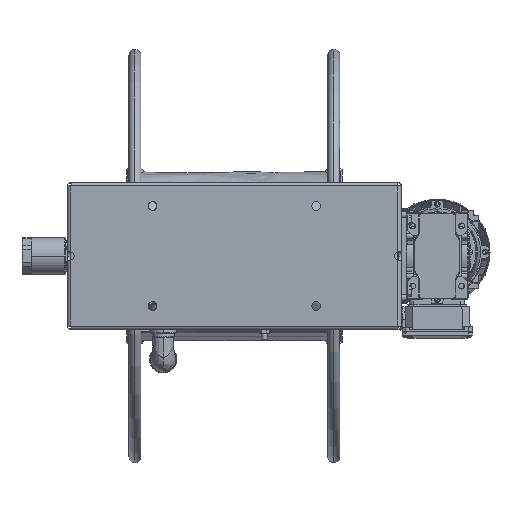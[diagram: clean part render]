
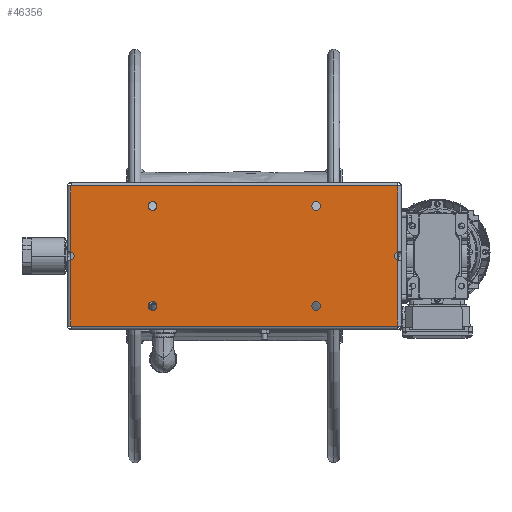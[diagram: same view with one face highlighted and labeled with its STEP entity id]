
A CAD part, front view. The second image highlights one B-rep face of the part: STEP entity #46356.
In plain terms, the highlighted planar face has unit normal (0, -1, 0).
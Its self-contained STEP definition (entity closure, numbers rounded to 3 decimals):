
#43713=DIRECTION('',(0.,0.,-1.));
#43714=VECTOR('',#43713,98.725);
#43715=CARTESIAN_POINT('',(-245.,-364.2,105.));
#43716=LINE('',#43715,#43714);
#43734=DIRECTION('',(0.,0.,-1.));
#43735=VECTOR('',#43734,98.725);
#43736=CARTESIAN_POINT('',(-245.,-364.2,-6.275));
#43737=LINE('',#43736,#43735);
#43760=CARTESIAN_POINT('',(-246.696,-364.2,0.));
#43761=DIRECTION('',(0.,1.,0.));
#43762=DIRECTION('',(0.261,0.,0.965));
#43763=AXIS2_PLACEMENT_3D('',#43760,#43761,#43762);
#43765=DIRECTION('',(1.,0.,0.));
#43766=VECTOR('',#43765,0.353);
#43767=CARTESIAN_POINT('',(-245.,-364.2,105.));
#43768=LINE('',#43767,#43766);
#43769=DIRECTION('',(1.,0.,0.));
#43770=VECTOR('',#43769,0.353);
#43771=CARTESIAN_POINT('',(244.647,-364.2,105.));
#43772=LINE('',#43771,#43770);
#43773=CARTESIAN_POINT('',(246.696,-364.2,0.));
#43774=DIRECTION('',(0.,1.,0.));
#43775=DIRECTION('',(-1.,0.,0.));
#43776=AXIS2_PLACEMENT_3D('',#43773,#43774,#43775);
#43778=CARTESIAN_POINT('',(246.696,-364.2,0.));
#43779=DIRECTION('',(0.,1.,0.));
#43780=DIRECTION('',(-0.261,0.,-0.965));
#43781=AXIS2_PLACEMENT_3D('',#43778,#43779,#43780);
#43783=DIRECTION('',(-1.,0.,0.));
#43784=VECTOR('',#43783,0.353);
#43785=CARTESIAN_POINT('',(245.,-364.2,-105.));
#43786=LINE('',#43785,#43784);
#43787=DIRECTION('',(-1.,0.,0.));
#43788=VECTOR('',#43787,0.353);
#43789=CARTESIAN_POINT('',(-244.647,-364.2,-105.));
#43790=LINE('',#43789,#43788);
#43791=CARTESIAN_POINT('',(-246.696,-364.2,0.));
#43792=DIRECTION('',(0.,1.,0.));
#43793=DIRECTION('',(1.,0.,0.));
#43794=AXIS2_PLACEMENT_3D('',#43791,#43792,#43793);
#43796=CARTESIAN_POINT('',(-122.5,-364.2,-75.));
#43797=DIRECTION('',(0.,1.,0.));
#43798=DIRECTION('',(-1.,0.,0.));
#43799=AXIS2_PLACEMENT_3D('',#43796,#43797,#43798);
#43801=CARTESIAN_POINT('',(-122.5,-364.2,-75.));
#43802=DIRECTION('',(0.,1.,0.));
#43803=DIRECTION('',(1.,0.,0.));
#43804=AXIS2_PLACEMENT_3D('',#43801,#43802,#43803);
#43806=CARTESIAN_POINT('',(-122.5,-364.2,75.));
#43807=DIRECTION('',(0.,1.,0.));
#43808=DIRECTION('',(-1.,0.,0.));
#43809=AXIS2_PLACEMENT_3D('',#43806,#43807,#43808);
#43811=CARTESIAN_POINT('',(-122.5,-364.2,75.));
#43812=DIRECTION('',(0.,1.,0.));
#43813=DIRECTION('',(1.,0.,0.));
#43814=AXIS2_PLACEMENT_3D('',#43811,#43812,#43813);
#43816=CARTESIAN_POINT('',(122.5,-364.2,-75.));
#43817=DIRECTION('',(0.,1.,0.));
#43818=DIRECTION('',(-1.,0.,0.));
#43819=AXIS2_PLACEMENT_3D('',#43816,#43817,#43818);
#43821=CARTESIAN_POINT('',(122.5,-364.2,-75.));
#43822=DIRECTION('',(0.,1.,0.));
#43823=DIRECTION('',(1.,0.,0.));
#43824=AXIS2_PLACEMENT_3D('',#43821,#43822,#43823);
#43826=CARTESIAN_POINT('',(122.5,-364.2,75.));
#43827=DIRECTION('',(0.,1.,0.));
#43828=DIRECTION('',(-1.,0.,0.));
#43829=AXIS2_PLACEMENT_3D('',#43826,#43827,#43828);
#43831=CARTESIAN_POINT('',(122.5,-364.2,75.));
#43832=DIRECTION('',(0.,1.,0.));
#43833=DIRECTION('',(1.,0.,0.));
#43834=AXIS2_PLACEMENT_3D('',#43831,#43832,#43833);
#44103=DIRECTION('',(0.,0.,-1.));
#44104=VECTOR('',#44103,98.725);
#44105=CARTESIAN_POINT('',(245.,-364.2,105.));
#44106=LINE('',#44105,#44104);
#44142=DIRECTION('',(0.,0.,-1.));
#44143=VECTOR('',#44142,98.725);
#44144=CARTESIAN_POINT('',(245.,-364.2,-6.275));
#44145=LINE('',#44144,#44143);
#44888=DIRECTION('',(1.,0.,0.));
#44889=VECTOR('',#44888,489.293);
#44890=CARTESIAN_POINT('',(-244.647,-364.2,105.));
#44891=LINE('',#44890,#44889);
#44977=DIRECTION('',(-1.,0.,0.));
#44978=VECTOR('',#44977,489.293);
#44979=CARTESIAN_POINT('',(244.647,-364.2,-105.));
#44980=LINE('',#44979,#44978);
#45535=CARTESIAN_POINT('',(-245.,-364.2,-105.));
#45536=CARTESIAN_POINT('',(-244.647,-364.2,-105.));
#45537=VERTEX_POINT('',#45535);
#45538=VERTEX_POINT('',#45536);
#45539=CARTESIAN_POINT('',(-245.,-364.2,105.));
#45540=CARTESIAN_POINT('',(-244.647,-364.2,105.));
#45541=VERTEX_POINT('',#45539);
#45542=VERTEX_POINT('',#45540);
#45543=CARTESIAN_POINT('',(245.,-364.2,-105.));
#45544=CARTESIAN_POINT('',(244.647,-364.2,-105.));
#45545=VERTEX_POINT('',#45543);
#45546=VERTEX_POINT('',#45544);
#45547=CARTESIAN_POINT('',(245.,-364.2,105.));
#45548=CARTESIAN_POINT('',(244.647,-364.2,105.));
#45549=VERTEX_POINT('',#45547);
#45550=VERTEX_POINT('',#45548);
#45597=CARTESIAN_POINT('',(-245.,-364.2,6.275));
#45598=CARTESIAN_POINT('',(-240.196,-364.2,0.));
#45599=VERTEX_POINT('',#45597);
#45600=VERTEX_POINT('',#45598);
#45601=CARTESIAN_POINT('',(-245.,-364.2,-6.275));
#45602=VERTEX_POINT('',#45601);
#45603=CARTESIAN_POINT('',(240.196,-364.2,0.));
#45604=CARTESIAN_POINT('',(245.,-364.2,6.275));
#45605=VERTEX_POINT('',#45603);
#45606=VERTEX_POINT('',#45604);
#45607=CARTESIAN_POINT('',(245.,-364.2,-6.275));
#45608=VERTEX_POINT('',#45607);
#45711=CARTESIAN_POINT('',(-129.,-364.2,-75.));
#45712=CARTESIAN_POINT('',(-116.,-364.2,-75.));
#45713=VERTEX_POINT('',#45711);
#45714=VERTEX_POINT('',#45712);
#45719=CARTESIAN_POINT('',(-129.,-364.2,75.));
#45720=CARTESIAN_POINT('',(-116.,-364.2,75.));
#45721=VERTEX_POINT('',#45719);
#45722=VERTEX_POINT('',#45720);
#45723=CARTESIAN_POINT('',(116.,-364.2,-75.));
#45724=CARTESIAN_POINT('',(129.,-364.2,-75.));
#45725=VERTEX_POINT('',#45723);
#45726=VERTEX_POINT('',#45724);
#45727=CARTESIAN_POINT('',(116.,-364.2,75.));
#45728=CARTESIAN_POINT('',(129.,-364.2,75.));
#45729=VERTEX_POINT('',#45727);
#45730=VERTEX_POINT('',#45728);
#46299=CARTESIAN_POINT('',(-250.,-364.2,110.));
#46300=DIRECTION('',(0.,-1.,0.));
#46301=DIRECTION('',(1.,0.,0.));
#46302=AXIS2_PLACEMENT_3D('',#46299,#46300,#46301);
#46303=PLANE('',#46302);
#46305=ORIENTED_EDGE('',*,*,#46304,.F.);
#46306=ORIENTED_EDGE('',*,*,#46228,.F.);
#46308=ORIENTED_EDGE('',*,*,#46307,.T.);
#46310=ORIENTED_EDGE('',*,*,#46309,.T.);
#46312=ORIENTED_EDGE('',*,*,#46311,.T.);
#46314=ORIENTED_EDGE('',*,*,#46313,.T.);
#46316=ORIENTED_EDGE('',*,*,#46315,.F.);
#46318=ORIENTED_EDGE('',*,*,#46317,.F.);
#46320=ORIENTED_EDGE('',*,*,#46319,.T.);
#46322=ORIENTED_EDGE('',*,*,#46321,.T.);
#46324=ORIENTED_EDGE('',*,*,#46323,.T.);
#46326=ORIENTED_EDGE('',*,*,#46325,.T.);
#46327=ORIENTED_EDGE('',*,*,#46252,.F.);
#46329=ORIENTED_EDGE('',*,*,#46328,.F.);
#46330=EDGE_LOOP('',(#46305,#46306,#46308,#46310,#46312,#46314,#46316,#46318,
#46320,#46322,#46324,#46326,#46327,#46329));
#46331=FACE_OUTER_BOUND('',#46330,.F.);
#46333=ORIENTED_EDGE('',*,*,#46332,.F.);
#46335=ORIENTED_EDGE('',*,*,#46334,.F.);
#46336=EDGE_LOOP('',(#46333,#46335));
#46337=FACE_BOUND('',#46336,.F.);
#46339=ORIENTED_EDGE('',*,*,#46338,.F.);
#46341=ORIENTED_EDGE('',*,*,#46340,.F.);
#46342=EDGE_LOOP('',(#46339,#46341));
#46343=FACE_BOUND('',#46342,.F.);
#46345=ORIENTED_EDGE('',*,*,#46344,.F.);
#46347=ORIENTED_EDGE('',*,*,#46346,.F.);
#46348=EDGE_LOOP('',(#46345,#46347));
#46349=FACE_BOUND('',#46348,.F.);
#46351=ORIENTED_EDGE('',*,*,#46350,.F.);
#46353=ORIENTED_EDGE('',*,*,#46352,.F.);
#46354=EDGE_LOOP('',(#46351,#46353));
#46355=FACE_BOUND('',#46354,.F.);
#46356=ADVANCED_FACE('',(#46331,#46337,#46343,#46349,#46355),#46303,.T.);
#43764=CIRCLE('',#43763,6.5);
#43777=CIRCLE('',#43776,6.5);
#43782=CIRCLE('',#43781,6.5);
#43795=CIRCLE('',#43794,6.5);
#43800=CIRCLE('',#43799,6.5);
#43805=CIRCLE('',#43804,6.5);
#43810=CIRCLE('',#43809,6.5);
#43815=CIRCLE('',#43814,6.5);
#43820=CIRCLE('',#43819,6.5);
#43825=CIRCLE('',#43824,6.5);
#43830=CIRCLE('',#43829,6.5);
#43835=CIRCLE('',#43834,6.5);
#46228=EDGE_CURVE('',#45541,#45599,#43716,.T.);
#46252=EDGE_CURVE('',#45602,#45537,#43737,.T.);
#46304=EDGE_CURVE('',#45599,#45600,#43764,.T.);
#46307=EDGE_CURVE('',#45541,#45542,#43768,.T.);
#46309=EDGE_CURVE('',#45542,#45550,#44891,.T.);
#46311=EDGE_CURVE('',#45550,#45549,#43772,.T.);
#46313=EDGE_CURVE('',#45549,#45606,#44106,.T.);
#46315=EDGE_CURVE('',#45605,#45606,#43777,.T.);
#46317=EDGE_CURVE('',#45608,#45605,#43782,.T.);
#46319=EDGE_CURVE('',#45608,#45545,#44145,.T.);
#46321=EDGE_CURVE('',#45545,#45546,#43786,.T.);
#46323=EDGE_CURVE('',#45546,#45538,#44980,.T.);
#46325=EDGE_CURVE('',#45538,#45537,#43790,.T.);
#46328=EDGE_CURVE('',#45600,#45602,#43795,.T.);
#46332=EDGE_CURVE('',#45713,#45714,#43800,.T.);
#46334=EDGE_CURVE('',#45714,#45713,#43805,.T.);
#46338=EDGE_CURVE('',#45721,#45722,#43810,.T.);
#46340=EDGE_CURVE('',#45722,#45721,#43815,.T.);
#46344=EDGE_CURVE('',#45725,#45726,#43820,.T.);
#46346=EDGE_CURVE('',#45726,#45725,#43825,.T.);
#46350=EDGE_CURVE('',#45729,#45730,#43830,.T.);
#46352=EDGE_CURVE('',#45730,#45729,#43835,.T.);
